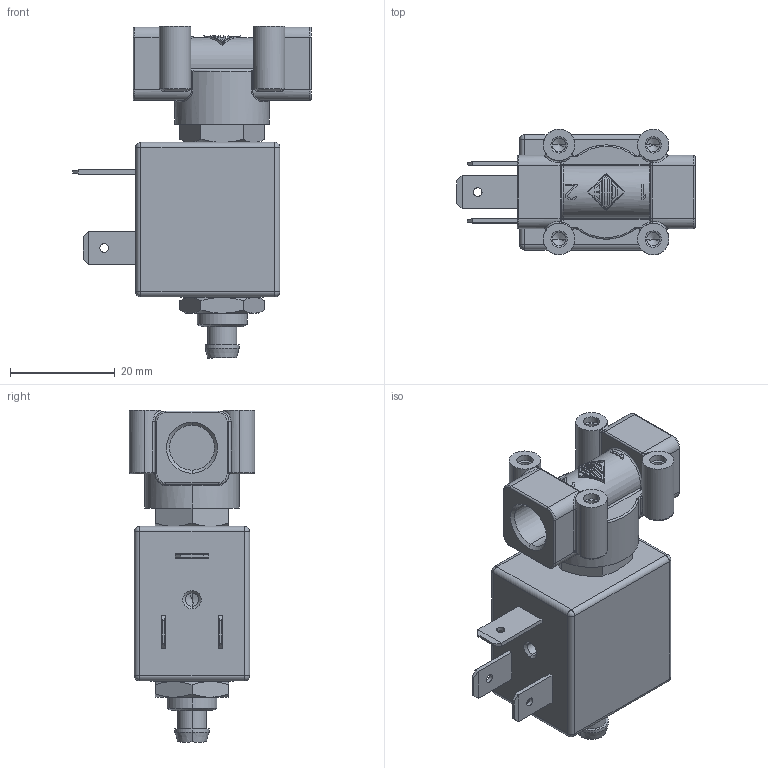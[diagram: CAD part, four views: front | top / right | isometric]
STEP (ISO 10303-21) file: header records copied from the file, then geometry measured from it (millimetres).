
FILE_DESCRIPTION((''),'2;1');
FILE_NAME('31JP1XP1V12_LBA_INGOMBRO_ASM_ASM','2014-10-13T',('fmoretti'),('O.D.E.'),'PRO/ENGINEER BY PARAMETRIC TECHNOLOGY CORPORATION, 2012420','PRO/ENGINEER BY PARAMETRIC TECHNOLOGY CORPORATION, 2012420','');
FILE_SCHEMA(('CONFIG_CONTROL_DESIGN','SHAPE_APPEARANCE_LAYERS_GROUPS'));
Length unit declared in the file: millimetre
Products named in the file (2): _31JP1XP1V12_LBA_INGOMBRO_ASM; 31JP1XP1V12_LBA_INGOMBRO_ASM_ASM
Assembly tree (1 placements, depth 2):
  31JP1XP1V12_LBA_INGOMBRO_ASM_ASM
    _31JP1XP1V12_LBA_INGOMBRO_ASM
Bounding box: 45.5 x 23.96 x 63.35 mm (x, y, z)
Volume: 22147.4 mm3; surface area: 13555.3 mm2
Topology: 1 solids, 7 shells, 481 faces, 1121 edges, 670 vertices
Faces by surface type: plane 199, cylinder 144, cone 58, bspline 32, torus 32, sphere 16
Entity records: 18143 total; most frequent: CARTESIAN_POINT 4297, ORIENTED_EDGE 2218, DIRECTION 2214, EDGE_CURVE 1109, AXIS2_PLACEMENT_3D 867, VERTEX_POINT 670, EDGE_LOOP 519, FACE_OUTER_BOUND 481
